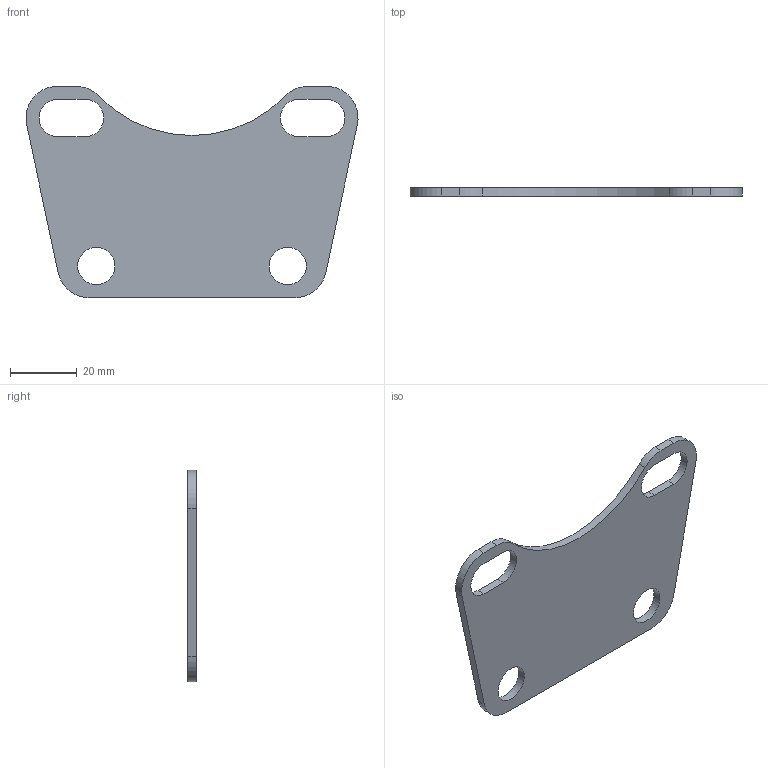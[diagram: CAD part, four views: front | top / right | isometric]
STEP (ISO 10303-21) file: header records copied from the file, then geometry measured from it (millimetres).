
FILE_DESCRIPTION(/* description */ ('Mounting Plate'),/* implementation_level */ '2;1');
FILE_NAME(/* name */ 'V25270.stp',/* time_stamp */ '2016-12-05T11:12:41-05:00',/* author */ ('ETQ'),/* organization */ (''),/* preprocessor_version */ 'ST-DEVELOPER v16.5',/* originating_system */ 'Autodesk Inventor 2017',/* authorisation */ '');
FILE_SCHEMA (('AUTOMOTIVE_DESIGN { 1 0 10303 214 3 1 1 }'));
Length unit declared in the file: inch
Products named in the file (1): V25270
Bounding box: 99.72 x 2.54 x 63.5 mm (x, y, z)
Volume: 11311.8 mm3; surface area: 10247 mm2
Topology: 1 solids, 1 shells, 352 faces, 933 edges, 622 vertices
Faces by surface type: plane 179, bspline 160, cylinder 13
Full cylindrical faces by diameter (mm): 11.176 x2
Entity records: 11596 total; most frequent: CARTESIAN_POINT 3855, ORIENTED_EDGE 1862, DIRECTION 1023, EDGE_CURVE 931, VERTEX_POINT 622, LINE 585, VECTOR 585, EDGE_LOOP 401
